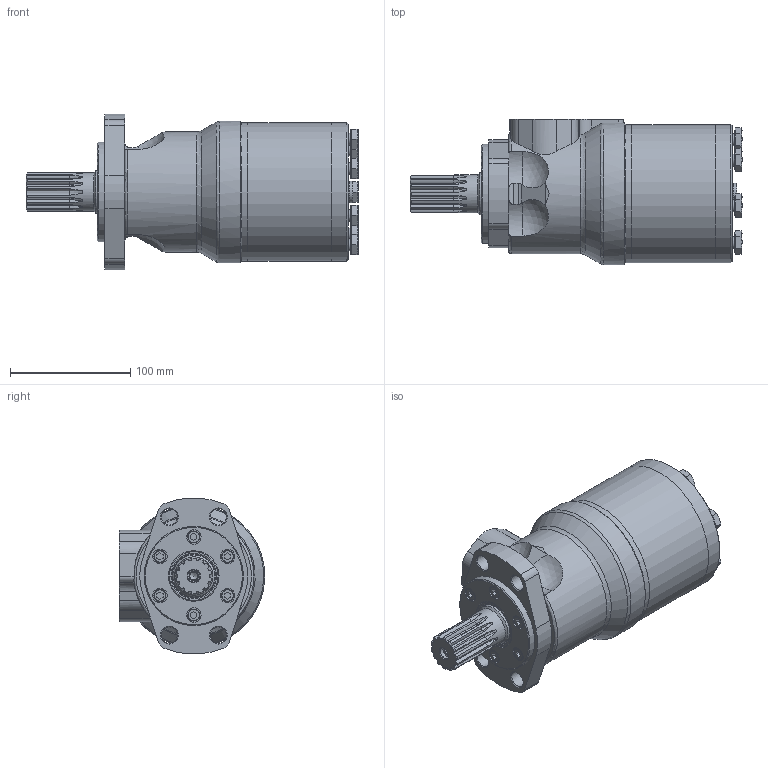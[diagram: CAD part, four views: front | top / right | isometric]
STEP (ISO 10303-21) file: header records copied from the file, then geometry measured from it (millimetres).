
FILE_DESCRIPTION(/* description */ ('STEP AP214'),/* implementation_level */ '2;1');
FILE_NAME(/* name */ 'MH500SHUP',/* time_stamp */ '2023-03-08T13:04:29+01:00',/* author */ ('License CC BY-ND 4.0'),/* organization */ ('CADENAS'),/* preprocessor_version */ 'ST-DEVELOPER v18.102',/* originating_system */ 'PARTsolutions',/* authorisation */ ' ');
FILE_SCHEMA (('AUTOMOTIVE_DESIGN {1 0 10303 214 3 1 1}'));
Length unit declared in the file: millimetre
Products named in the file (8): MH500SHUP; Hexagon bolt DIN 931-1 M10x650; MH-EC; MH500D; MH-VP; MHSHSH; MH-BO; MH-FC
Assembly tree (13 placements, depth 2):
  MH500SHUP
    Hexagon bolt DIN 931-1 M10x650  x7
    MH-EC
    MH500D
    MH-VP
    MHSHSH
    MH-BO
    MH-FC
Bounding box: 276.2 x 121 x 129.6 mm (x, y, z)
Volume: 1961525.2 mm3; surface area: 241657.5 mm2
Topology: 13 solids, 13 shells, 526 faces, 1255 edges, 806 vertices
Faces by surface type: plane 185, cylinder 163, cone 104, torus 70, sphere 4
Full cylindrical faces by diameter (mm): 2 x2, 6 x6, 6.647 x5, 8.376 x7, 10 x14, 10.4 x14, 10.5 x7, 12 x6, 13.5 x4, 16 x7, 17 x1, 18 x1, 18.631 x2, 31.75 x1, 35 x2, 35.4 x1, 35.7 x1, 38 x1, 42 x1, 48 x1, 56.5 x1, 82.3 x1, 82.5 x1, 82.55 x1, 115 x3, 118 x1
Entity records: 11843 total; most frequent: CARTESIAN_POINT 2521, DIRECTION 1910, ORIENTED_EDGE 1670, EDGE_CURVE 835, AXIS2_PLACEMENT_3D 820, FACE_BOUND 652, VERTEX_POINT 637, EDGE_LOOP 636
